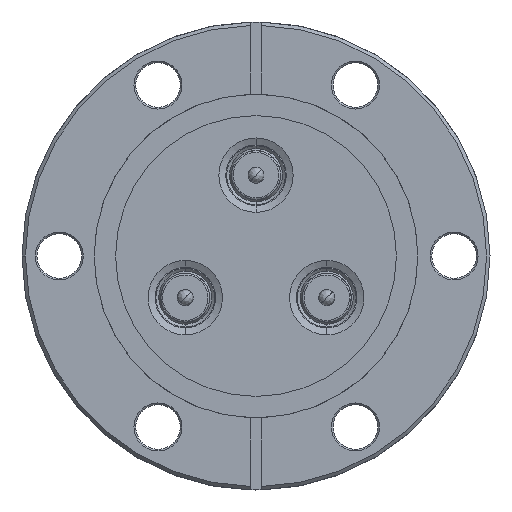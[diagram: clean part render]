
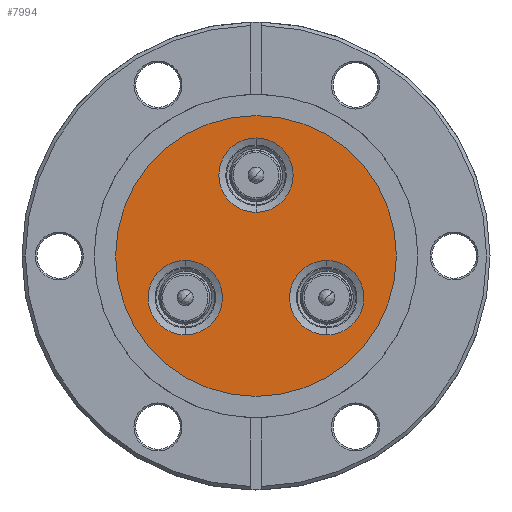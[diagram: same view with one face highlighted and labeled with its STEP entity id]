
A CAD part, front view. The second image highlights one B-rep face of the part: STEP entity #7994.
In plain terms, the highlighted planar face has unit normal (0, -1, 0).
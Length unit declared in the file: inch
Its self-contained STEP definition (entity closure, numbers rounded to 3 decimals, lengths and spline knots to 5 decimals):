
#133 = AXIS2_PLACEMENT_3D ( 'NONE', #2679, #2674, #2685 ) ;
#875 = ORIENTED_EDGE ( 'NONE', *, *, #3941, .T. ) ;
#876 = ORIENTED_EDGE ( 'NONE', *, *, #4002, .T. ) ;
#877 = ORIENTED_EDGE ( 'NONE', *, *, #8149, .T. ) ;
#878 = ORIENTED_EDGE ( 'NONE', *, *, #8953, .T. ) ;
#879 = ORIENTED_EDGE ( 'NONE', *, *, #8130, .T. ) ;
#880 = ORIENTED_EDGE ( 'NONE', *, *, #5646, .T. ) ;
#881 = ORIENTED_EDGE ( 'NONE', *, *, #8104, .T. ) ;
#882 = ORIENTED_EDGE ( 'NONE', *, *, #2381, .T. ) ;
#1738 = CARTESIAN_POINT ( 'NONE',  ( 0.41569, -0.454, -0.245 ) ) ;
#1739 = DIRECTION ( 'NONE',  ( 0., 1., 0. ) ) ;
#1740 = DIRECTION ( 'NONE',  ( 0., 0., 1. ) ) ;
#1796 = CARTESIAN_POINT ( 'NONE',  ( -0.41569, -0.454, -0.245 ) ) ;
#1797 = DIRECTION ( 'NONE',  ( 0., 1., 0. ) ) ;
#1798 = DIRECTION ( 'NONE',  ( 0., 0., 1. ) ) ;
#2212 = CARTESIAN_POINT ( 'NONE',  ( -0.41569, -0.454, -0.245 ) ) ;
#2214 = DIRECTION ( 'NONE',  ( 0., 1., 0. ) ) ;
#2215 = DIRECTION ( 'NONE',  ( 0., 0., 1. ) ) ;
#2381 = EDGE_CURVE ( 'NONE', #4181, #2489, #7941, .T. ) ;
#2444 = VERTEX_POINT ( 'NONE', #9578 ) ;
#2453 = VERTEX_POINT ( 'NONE', #9579 ) ;
#2489 = VERTEX_POINT ( 'NONE', #9599 ) ;
#2674 = DIRECTION ( 'NONE',  ( 0., -1., 0. ) ) ;
#2678 = FACE_BOUND ( 'NONE', #9829, .T. ) ;
#2679 = CARTESIAN_POINT ( 'NONE',  ( 0.10154, -0.454, 0.39071 ) ) ;
#2680 = FACE_BOUND ( 'NONE', #9826, .T. ) ;
#2682 = FACE_BOUND ( 'NONE', #9830, .T. ) ;
#2683 = FACE_OUTER_BOUND ( 'NONE', #9827, .T. ) ;
#2684 = PLANE ( 'NONE',  #133 ) ;
#2685 = DIRECTION ( 'NONE',  ( 0., 0., -1. ) ) ;
#3155 = CARTESIAN_POINT ( 'NONE',  ( 0., -0.454, 0. ) ) ;
#3156 = DIRECTION ( 'NONE',  ( 0., -1., 0. ) ) ;
#3157 = DIRECTION ( 'NONE',  ( 1., 0., 0. ) ) ;
#3941 = EDGE_CURVE ( 'NONE', #4991, #10663, #5019, .T. ) ;
#4002 = EDGE_CURVE ( 'NONE', #10663, #4991, #7653, .T. ) ;
#4181 = VERTEX_POINT ( 'NONE', #6540 ) ;
#4276 = CIRCLE ( 'NONE', #4278, 0.2185 ) ;
#4278 = AXIS2_PLACEMENT_3D ( 'NONE', #8570, #8571, #8572 ) ;
#4667 = CARTESIAN_POINT ( 'NONE',  ( 0., -0.454, 0. ) ) ;
#4668 = DIRECTION ( 'NONE',  ( 0., -1., 0. ) ) ;
#4669 = DIRECTION ( 'NONE',  ( 1., 0., 0. ) ) ;
#4900 = CARTESIAN_POINT ( 'NONE',  ( 0., -0.454, 0.475 ) ) ;
#4901 = DIRECTION ( 'NONE',  ( 0., 1., 0. ) ) ;
#4902 = DIRECTION ( 'NONE',  ( 0., 0., 1. ) ) ;
#4991 = VERTEX_POINT ( 'NONE', #6619 ) ;
#5019 = CIRCLE ( 'NONE', #5020, 0.2185 ) ;
#5020 = AXIS2_PLACEMENT_3D ( 'NONE', #4900, #4901, #4902 ) ;
#5646 = EDGE_CURVE ( 'NONE', #2453, #2444, #4276, .T. ) ;
#6356 = CARTESIAN_POINT ( 'NONE',  ( 0., -0.454, 0.475 ) ) ;
#6357 = DIRECTION ( 'NONE',  ( 0., 1., 0. ) ) ;
#6358 = DIRECTION ( 'NONE',  ( 0., 0., 1. ) ) ;
#6540 = CARTESIAN_POINT ( 'NONE',  ( -0.825, -0.454, 0. ) ) ;
#6619 = CARTESIAN_POINT ( 'NONE',  ( 0., -0.454, 0.6935 ) ) ;
#6701 = CIRCLE ( 'NONE', #6704, 0.2185 ) ;
#6704 = AXIS2_PLACEMENT_3D ( 'NONE', #1738, #1739, #1740 ) ;
#6735 = CIRCLE ( 'NONE', #6740, 0.2185 ) ;
#6740 = AXIS2_PLACEMENT_3D ( 'NONE', #1796, #1797, #1798 ) ;
#7333 = CARTESIAN_POINT ( 'NONE',  ( -0.41569, -0.454, -0.4635 ) ) ;
#7334 = CARTESIAN_POINT ( 'NONE',  ( -0.41569, -0.454, -0.0265 ) ) ;
#7653 = CIRCLE ( 'NONE', #7656, 0.2185 ) ;
#7656 = AXIS2_PLACEMENT_3D ( 'NONE', #6356, #6357, #6358 ) ;
#7848 = VERTEX_POINT ( 'NONE', #7333 ) ;
#7849 = VERTEX_POINT ( 'NONE', #7334 ) ;
#7941 = CIRCLE ( 'NONE', #7945, 0.825 ) ;
#7945 = AXIS2_PLACEMENT_3D ( 'NONE', #4667, #4668, #4669 ) ;
#7994 = ADVANCED_FACE ( 'NONE', ( #2678, #2680, #2682, #2683 ), #2684, .T. ) ;
#8104 = EDGE_CURVE ( 'NONE', #2489, #4181, #10282, .T. ) ;
#8130 = EDGE_CURVE ( 'NONE', #2444, #2453, #6701, .T. ) ;
#8149 = EDGE_CURVE ( 'NONE', #7849, #7848, #6735, .T. ) ;
#8570 = CARTESIAN_POINT ( 'NONE',  ( 0.41569, -0.454, -0.245 ) ) ;
#8571 = DIRECTION ( 'NONE',  ( 0., 1., 0. ) ) ;
#8572 = DIRECTION ( 'NONE',  ( 0., 0., 1. ) ) ;
#8953 = EDGE_CURVE ( 'NONE', #7848, #7849, #10712, .T. ) ;
#9578 = CARTESIAN_POINT ( 'NONE',  ( 0.41569, -0.454, -0.0265 ) ) ;
#9579 = CARTESIAN_POINT ( 'NONE',  ( 0.41569, -0.454, -0.4635 ) ) ;
#9599 = CARTESIAN_POINT ( 'NONE',  ( 0.825, -0.454, 0. ) ) ;
#9826 = EDGE_LOOP ( 'NONE', ( #877, #878 ) ) ;
#9827 = EDGE_LOOP ( 'NONE', ( #881, #882 ) ) ;
#9829 = EDGE_LOOP ( 'NONE', ( #875, #876 ) ) ;
#9830 = EDGE_LOOP ( 'NONE', ( #879, #880 ) ) ;
#10097 = CARTESIAN_POINT ( 'NONE',  ( 0., -0.454, 0.2565 ) ) ;
#10282 = CIRCLE ( 'NONE', #10284, 0.825 ) ;
#10284 = AXIS2_PLACEMENT_3D ( 'NONE', #3155, #3156, #3157 ) ;
#10663 = VERTEX_POINT ( 'NONE', #10097 ) ;
#10712 = CIRCLE ( 'NONE', #10714, 0.2185 ) ;
#10714 = AXIS2_PLACEMENT_3D ( 'NONE', #2212, #2214, #2215 ) ;
